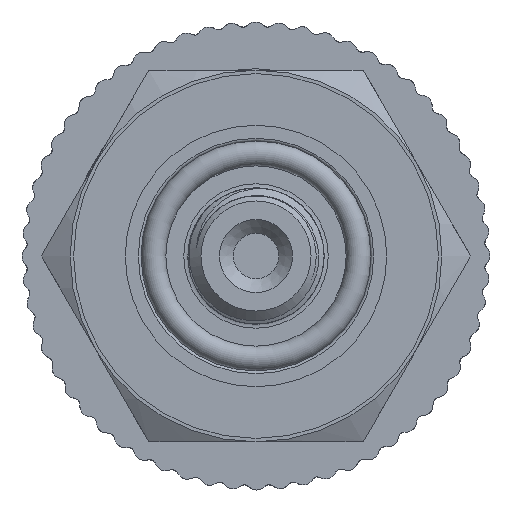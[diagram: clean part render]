
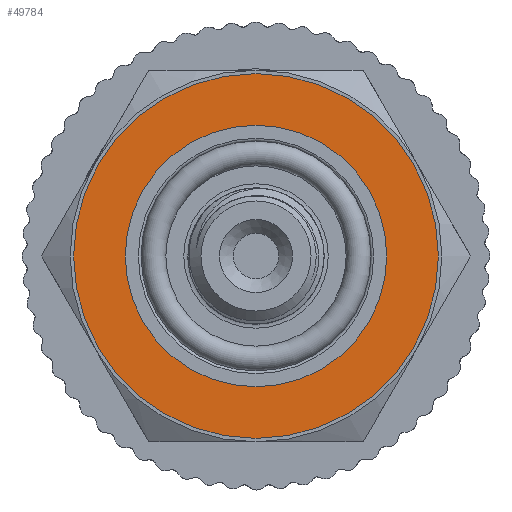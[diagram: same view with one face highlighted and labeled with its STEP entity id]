
A CAD part, left-side view. The second image highlights one B-rep face of the part: STEP entity #49784.
In plain terms, the highlighted planar face has unit normal (-1, 0, 0).
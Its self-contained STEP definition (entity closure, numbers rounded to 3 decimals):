
#1470=PLANE('',#52369);
#2949=FACE_BOUND('',#6091,.T.);
#3371=FACE_OUTER_BOUND('',#6090,.T.);
#6090=EDGE_LOOP('',(#34691));
#6091=EDGE_LOOP('',(#34692));
#8526=CIRCLE('',#52347,13.25);
#8537=CIRCLE('',#52368,9.5);
#20291=VERTEX_POINT('',#76977);
#20304=VERTEX_POINT('',#78608);
#25855=EDGE_CURVE('',#20291,#20291,#8526,.T.);
#25882=EDGE_CURVE('',#20304,#20304,#8537,.T.);
#34691=ORIENTED_EDGE('',*,*,#25855,.T.);
#34692=ORIENTED_EDGE('',*,*,#25882,.T.);
#49784=ADVANCED_FACE('',(#3371,#2949),#1470,.T.);
#52347=AXIS2_PLACEMENT_3D('',#76978,#56781,#56782);
#52368=AXIS2_PLACEMENT_3D('',#78609,#56826,#56827);
#52369=AXIS2_PLACEMENT_3D('',#78611,#56829,#56830);
#56781=DIRECTION('center_axis',(-1.,0.,0.));
#56782=DIRECTION('ref_axis',(0.,1.,0.));
#56826=DIRECTION('center_axis',(1.,0.,0.));
#56827=DIRECTION('ref_axis',(0.,0.,-1.));
#56829=DIRECTION('center_axis',(-1.,0.,0.));
#56830=DIRECTION('ref_axis',(0.,0.,1.));
#76977=CARTESIAN_POINT('',(-48.,-13.25,0.));
#76978=CARTESIAN_POINT('Origin',(-48.,0.,0.));
#78608=CARTESIAN_POINT('',(-48.,-9.5,0.));
#78609=CARTESIAN_POINT('Origin',(-48.,0.,0.));
#78611=CARTESIAN_POINT('Origin',(-48.,13.5,0.));
